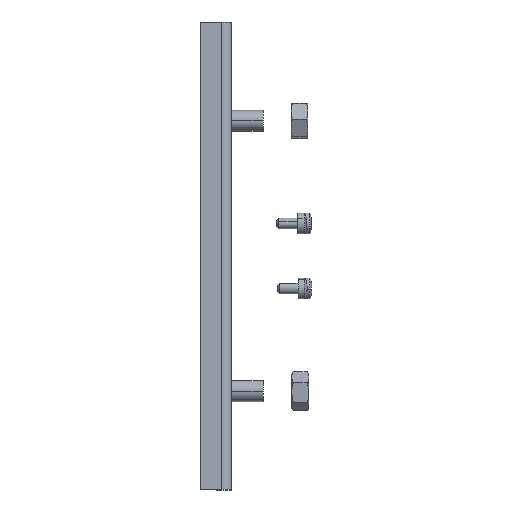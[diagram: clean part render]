
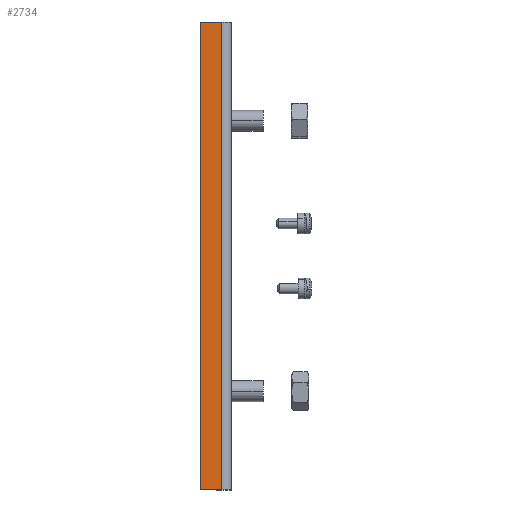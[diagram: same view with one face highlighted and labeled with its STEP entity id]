
A CAD part, left-side view. The second image highlights one B-rep face of the part: STEP entity #2734.
In plain terms, the highlighted planar face has unit normal (-1, 0, 0).
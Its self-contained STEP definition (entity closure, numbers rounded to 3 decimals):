
#37 = EDGE_LOOP ( 'NONE', ( #325, #2947, #2754, #3042 ) ) ;
#151 = DIRECTION ( 'NONE',  ( -1., 0., 0. ) ) ;
#154 = AXIS2_PLACEMENT_3D ( 'NONE', #3134, #151, #680 ) ;
#211 = CARTESIAN_POINT ( 'NONE',  ( -33.5, 12., 90. ) ) ;
#325 = ORIENTED_EDGE ( 'NONE', *, *, #2071, .F. ) ;
#511 = VECTOR ( 'NONE', #2454, 1000. ) ;
#635 = VECTOR ( 'NONE', #2482, 1000. ) ;
#680 = DIRECTION ( 'NONE',  ( 0., 0., 1. ) ) ;
#724 = LINE ( 'NONE', #855, #635 ) ;
#845 = PLANE ( 'NONE',  #154 ) ;
#855 = CARTESIAN_POINT ( 'NONE',  ( -33.5, 3.6, -90. ) ) ;
#1249 = CARTESIAN_POINT ( 'NONE',  ( -33.5, 0., 90. ) ) ;
#1625 = EDGE_CURVE ( 'NONE', #2814, #2414, #2614, .T. ) ;
#1657 = CARTESIAN_POINT ( 'NONE',  ( -33.5, 3.6, -90. ) ) ;
#1938 = LINE ( 'NONE', #3092, #511 ) ;
#2071 = EDGE_CURVE ( 'NONE', #2191, #2642, #724, .T. ) ;
#2115 = EDGE_CURVE ( 'NONE', #2814, #2191, #3432, .T. ) ;
#2191 = VERTEX_POINT ( 'NONE', #2294 ) ;
#2249 = EDGE_CURVE ( 'NONE', #2642, #2414, #1938, .T. ) ;
#2289 = DIRECTION ( 'NONE',  ( 0., 0., -1. ) ) ;
#2294 = CARTESIAN_POINT ( 'NONE',  ( -33.5, 3.6, 90. ) ) ;
#2414 = VERTEX_POINT ( 'NONE', #2427 ) ;
#2427 = CARTESIAN_POINT ( 'NONE',  ( -33.5, 12., -90. ) ) ;
#2454 = DIRECTION ( 'NONE',  ( 0., 1., 0. ) ) ;
#2482 = DIRECTION ( 'NONE',  ( 0., 0., -1. ) ) ;
#2542 = VECTOR ( 'NONE', #2289, 1000. ) ;
#2557 = CARTESIAN_POINT ( 'NONE',  ( -33.5, 12., 90. ) ) ;
#2583 = DIRECTION ( 'NONE',  ( 0., -1., 0. ) ) ;
#2614 = LINE ( 'NONE', #2557, #2542 ) ;
#2642 = VERTEX_POINT ( 'NONE', #1657 ) ;
#2734 = ADVANCED_FACE ( 'NONE', ( #3068 ), #845, .T. ) ;
#2754 = ORIENTED_EDGE ( 'NONE', *, *, #1625, .T. ) ;
#2784 = VECTOR ( 'NONE', #2583, 1000. ) ;
#2814 = VERTEX_POINT ( 'NONE', #211 ) ;
#2947 = ORIENTED_EDGE ( 'NONE', *, *, #2115, .F. ) ;
#3042 = ORIENTED_EDGE ( 'NONE', *, *, #2249, .F. ) ;
#3068 = FACE_OUTER_BOUND ( 'NONE', #37, .T. ) ;
#3092 = CARTESIAN_POINT ( 'NONE',  ( -33.5, 0., -90. ) ) ;
#3134 = CARTESIAN_POINT ( 'NONE',  ( -33.5, 0., 90. ) ) ;
#3432 = LINE ( 'NONE', #1249, #2784 ) ;
